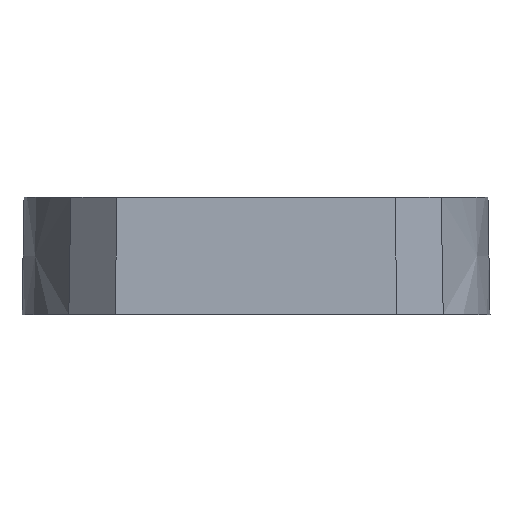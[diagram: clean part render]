
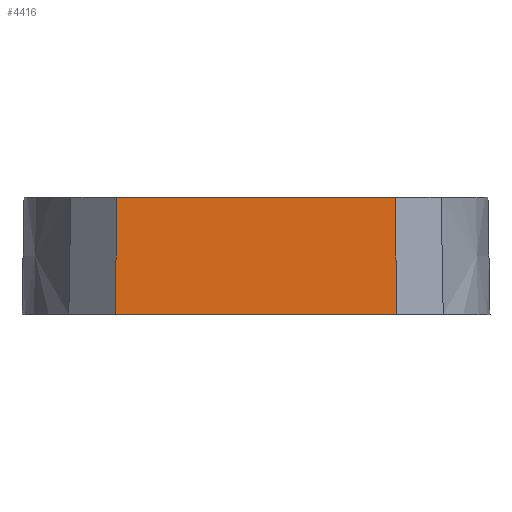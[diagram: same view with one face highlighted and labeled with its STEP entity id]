
A CAD part, left-side view. The second image highlights one B-rep face of the part: STEP entity #4416.
In plain terms, the highlighted planar face has unit normal (-1, 0, 0.018).
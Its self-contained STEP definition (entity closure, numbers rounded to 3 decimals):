
#547=FACE_OUTER_BOUND('',#814,.T.);
#814=EDGE_LOOP('',(#3084,#3085,#3086,#3087));
#1285=LINE('',#6194,#1487);
#1343=LINE('',#6954,#1545);
#1344=LINE('',#6956,#1546);
#1345=LINE('',#6957,#1547);
#1487=VECTOR('',#5113,7.62);
#1545=VECTOR('',#5331,3.176);
#1546=VECTOR('',#5332,3.176);
#1547=VECTOR('',#5333,7.574);
#1690=VERTEX_POINT('',#6191);
#1691=VERTEX_POINT('',#6193);
#1823=VERTEX_POINT('',#6953);
#1824=VERTEX_POINT('',#6955);
#2172=EDGE_CURVE('',#1691,#1690,#1285,.T.);
#2331=EDGE_CURVE('',#1823,#1691,#1343,.T.);
#2332=EDGE_CURVE('',#1824,#1690,#1344,.T.);
#2333=EDGE_CURVE('',#1823,#1824,#1345,.T.);
#3084=ORIENTED_EDGE('',*,*,#2331,.T.);
#3085=ORIENTED_EDGE('',*,*,#2172,.T.);
#3086=ORIENTED_EDGE('',*,*,#2332,.F.);
#3087=ORIENTED_EDGE('',*,*,#2333,.F.);
#4328=PLANE('',#4747);
#4416=ADVANCED_FACE('',(#547),#4328,.T.);
#4747=AXIS2_PLACEMENT_3D('',#6952,#5329,#5330);
#5113=DIRECTION('',(0.,-1.,0.));
#5329=DIRECTION('center_axis',(-1.,0.,0.017));
#5330=DIRECTION('ref_axis',(0.017,0.,1.));
#5331=DIRECTION('',(-0.017,0.007,-1.));
#5332=DIRECTION('',(-0.017,-0.007,-1.));
#5333=DIRECTION('',(0.,-1.,0.));
#6191=CARTESIAN_POINT('',(-17.78,-3.81,-1.587));
#6193=CARTESIAN_POINT('',(-17.78,3.81,-1.588));
#6194=CARTESIAN_POINT('',(-17.78,3.81,-1.588));
#6952=CARTESIAN_POINT('Origin',(-17.78,6.535,-1.588));
#6953=CARTESIAN_POINT('',(-17.725,3.787,1.588));
#6954=CARTESIAN_POINT('',(-17.725,3.787,1.588));
#6955=CARTESIAN_POINT('',(-17.725,-3.787,1.588));
#6956=CARTESIAN_POINT('',(-17.725,-3.787,1.588));
#6957=CARTESIAN_POINT('',(-17.725,3.787,1.588));
